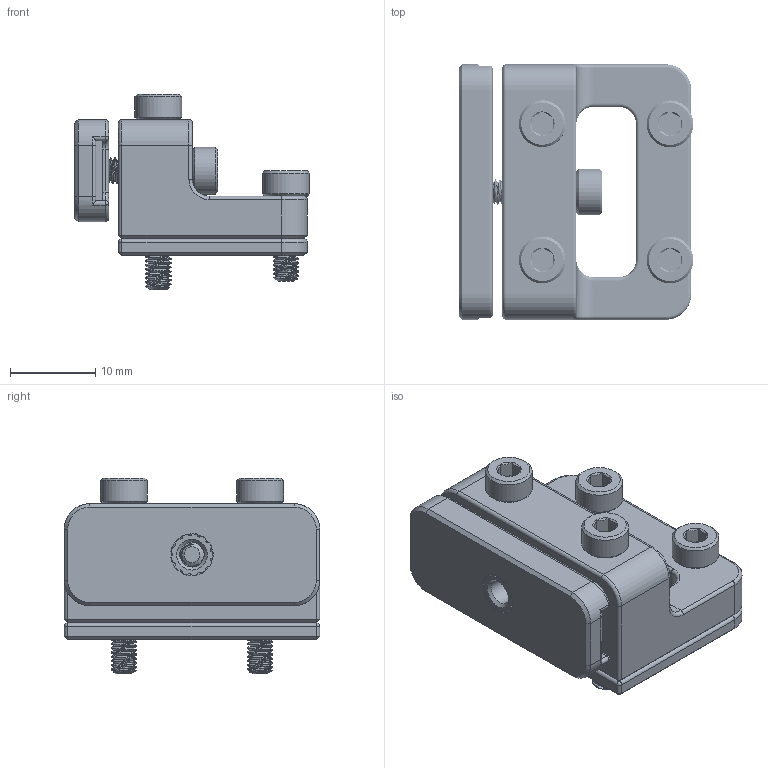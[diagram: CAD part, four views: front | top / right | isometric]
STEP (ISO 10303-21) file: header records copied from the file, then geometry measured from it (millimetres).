
FILE_DESCRIPTION(/* description */ ('','CAx-IF Rec.Pracs.---Representation and Presentation of Product Manufacturing Information (PMI)---4.0---2014-10-13'),/* implementation_level */ '2;1');
FILE_NAME(/* name */ 'Y Axis Left Gantry Bracket.step',/* time_stamp */ '2024-12-21T10:25:23-05:00',/* author */ (''),/* organization */ (''),/* preprocessor_version */ 'ST-DEVELOPER v20',/* originating_system */ 'Autodesk Translation Framework v13.20.0.188',/* authorisation */ '');
FILE_SCHEMA (('AP242_MANAGED_MODEL_BASED_3D_ENGINEERING_MIM_LF { 1 0 10303 442 1 1 4 }'));
Length unit declared in the file: millimetre
Products named in the file (5): Y Axis Left Gantry Bracket; M3 Threaded Insert (35) (1) (1) (1); 91292A113_18-8 Stainless Steel Socket Head Screw; 91292A123_18-8 Stainless Steel Socket Head Screw; 91292A113_18-8 Stainless Steel Socket Head Screw_1
Assembly tree (6 placements, depth 2):
  Y Axis Left Gantry Bracket
    M3 Threaded Insert (35) (1) (1) (1)
    91292A113_18-8 Stainless Steel Socket Head Screw  x2
    91292A123_18-8 Stainless Steel Socket Head Screw  x2
    91292A113_18-8 Stainless Steel Socket Head Screw_1
Bounding box: 27.58 x 30 x 23 mm (x, y, z)
Volume: 7088.2 mm3; surface area: 7091.5 mm2
Topology: 9 solids, 9 shells, 808 faces, 2117 edges, 1334 vertices
Faces by surface type: cylinder 419, plane 161, bspline 90, cone 77, torus 55, sphere 6
Full cylindrical faces by diameter (mm): 2.35 x135, 2.9 x1, 3 x135, 3.2 x9, 4.2 x1, 4.25 x1, 4.5 x1, 4.6 x1, 5.5 x5
Entity records: 36356 total; most frequent: CARTESIAN_POINT 21456, ORIENTED_EDGE 3308, DIRECTION 2766, EDGE_CURVE 1654, AXIS2_PLACEMENT_3D 1065, VERTEX_POINT 1037, EDGE_LOOP 679, FACE_OUTER_BOUND 640
